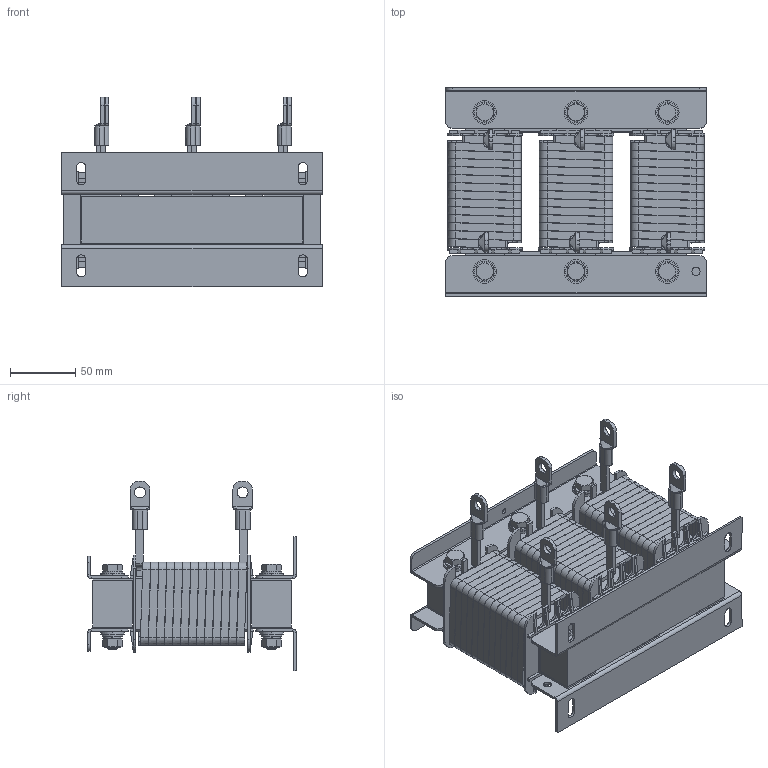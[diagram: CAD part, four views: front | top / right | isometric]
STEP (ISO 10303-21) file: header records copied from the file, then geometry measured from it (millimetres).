
FILE_DESCRIPTION (( 'STEP AP214' ), '1' );
FILE_NAME ('ACL- 30-40-90蚾饜极.STEP', '2025-05-26T05:35:33', ( '' ), ( '' ), 'SwSTEP 2.0', 'SolidWorks 2024', '' );
FILE_SCHEMA (( 'AUTOMOTIVE_DESIGN' ));
Length unit declared in the file: millimetre
Products named in the file (15): 六角头螺栓-GBT5782_M8X60; 上轭铁30-170-35.7; 接线鼻JG25-8; 骨架线圈（30-40-90）; 上支架  200-31-17; 1型六角螺母-GBT6170_M8; 下支架  200-31-32; 线圈  30-40-90  装配体1; 平垫圈_C级-GBT95_8; 绕线（30-40-90）; 柱铁（30-90-35.7）; 铝拉板  30-152-1.5; ACL- 30-40-90装配体; 直径8T字型绝缘垫; 鞍形弹簧垫圈-GBT7245_8
Assembly tree (64 placements, depth 3):
  ACL- 30-40-90装配体
    上轭铁30-170-35.7  x2
    铝拉板  30-152-1.5  x6
    下支架  200-31-32  x2
    直径8T字型绝缘垫  x12
    平垫圈_C级-GBT95_8  x12
    六角头螺栓-GBT5782_M8X60  x6
    鞍形弹簧垫圈-GBT7245_8  x6
    1型六角螺母-GBT6170_M8  x6
    柱铁（30-90-35.7）  x3
    线圈  30-40-90  装配体1  x3
      骨架线圈（30-40-90）
      绕线（30-40-90）
      接线鼻JG25-8
    上支架  200-31-17  x2
Bounding box: 200 x 160 x 145.25 mm (x, y, z)
Volume: 1047788.6 mm3; surface area: 548424.6 mm2
Topology: 69 solids, 69 shells, 2100 faces, 5524 edges, 3586 vertices
Faces by surface type: plane 1214, cylinder 754, cone 108, bspline 24
Entity records: 25881 total; most frequent: CARTESIAN_POINT 10965, ORIENTED_EDGE 3180, DIRECTION 2656, EDGE_CURVE 1590, VERTEX_POINT 1031, VECTOR 888, LINE 888, AXIS2_PLACEMENT_3D 884
